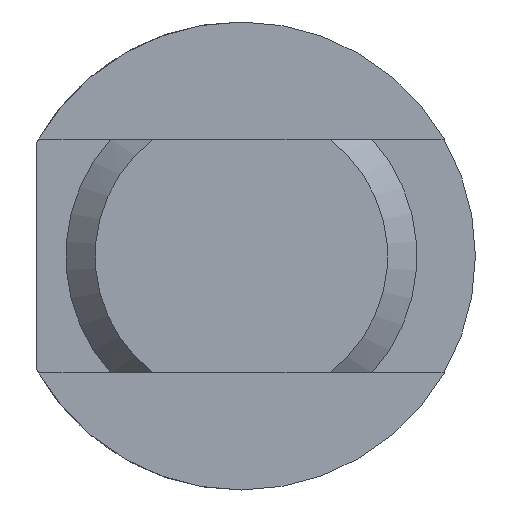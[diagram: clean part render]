
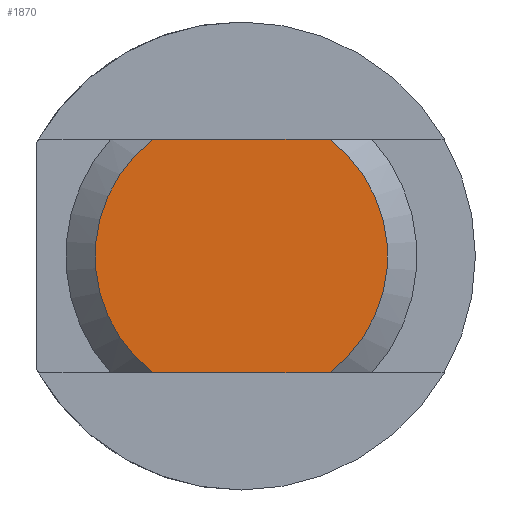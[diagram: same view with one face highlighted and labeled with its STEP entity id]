
A CAD part, left-side view. The second image highlights one B-rep face of the part: STEP entity #1870.
In plain terms, the highlighted planar face has unit normal (-1, 0, 0).
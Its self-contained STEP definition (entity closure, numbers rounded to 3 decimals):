
#106 = EDGE_CURVE ( 'NONE', #548, #566, #3278, .T. ) ;
#258 = EDGE_CURVE ( 'NONE', #548, #542, #2467, .T. ) ;
#259 = EDGE_CURVE ( 'NONE', #556, #542, #2466, .T. ) ;
#260 = EDGE_CURVE ( 'NONE', #556, #566, #2469, .T. ) ;
#366 = AXIS2_PLACEMENT_3D ( 'NONE', #1058, #1069, #1070 ) ;
#368 = AXIS2_PLACEMENT_3D ( 'NONE', #1071, #1074, #1075 ) ;
#488 = AXIS2_PLACEMENT_3D ( 'NONE', #1608, #1611, #1612 ) ;
#542 = VERTEX_POINT ( 'NONE', #1106 ) ;
#548 = VERTEX_POINT ( 'NONE', #1112 ) ;
#556 = VERTEX_POINT ( 'NONE', #1120 ) ;
#566 = VERTEX_POINT ( 'NONE', #1129 ) ;
#1058 = CARTESIAN_POINT ( 'NONE',  ( 0., 0., 0. ) ) ;
#1061 = CARTESIAN_POINT ( 'NONE',  ( 0., 6.928, -4. ) ) ;
#1069 = DIRECTION ( 'NONE',  ( -1., 0., 0. ) ) ;
#1070 = DIRECTION ( 'NONE',  ( 0., 0., -1. ) ) ;
#1071 = CARTESIAN_POINT ( 'NONE',  ( 0., 0., 0. ) ) ;
#1072 = DIRECTION ( 'NONE',  ( 0., 1., 0. ) ) ;
#1074 = DIRECTION ( 'NONE',  ( -1., 0., 0. ) ) ;
#1075 = DIRECTION ( 'NONE',  ( 0., 0., -1. ) ) ;
#1106 = CARTESIAN_POINT ( 'NONE',  ( 0., 3., -4. ) ) ;
#1112 = CARTESIAN_POINT ( 'NONE',  ( 0., 3., 4. ) ) ;
#1120 = CARTESIAN_POINT ( 'NONE',  ( 0., -3., -4. ) ) ;
#1129 = CARTESIAN_POINT ( 'NONE',  ( 0., -3., 4. ) ) ;
#1608 = CARTESIAN_POINT ( 'NONE',  ( 0., 0., 0. ) ) ;
#1609 = PLANE ( 'NONE',  #488 ) ;
#1611 = DIRECTION ( 'NONE',  ( 1., 0., 0. ) ) ;
#1612 = DIRECTION ( 'NONE',  ( 0., 0., -1. ) ) ;
#1870 = ADVANCED_FACE ( 'NONE', ( #2706 ), #1609, .F. ) ;
#2157 = EDGE_LOOP ( 'NONE', ( #2362, #2361, #2360, #2359 ) ) ;
#2359 = ORIENTED_EDGE ( 'NONE', *, *, #258, .T. ) ;
#2360 = ORIENTED_EDGE ( 'NONE', *, *, #106, .F. ) ;
#2361 = ORIENTED_EDGE ( 'NONE', *, *, #260, .T. ) ;
#2362 = ORIENTED_EDGE ( 'NONE', *, *, #259, .F. ) ;
#2455 = VECTOR ( 'NONE', #1072, 1000. ) ;
#2466 = LINE ( 'NONE', #1061, #2455 ) ;
#2467 = CIRCLE ( 'NONE', #366, 5. ) ;
#2469 = CIRCLE ( 'NONE', #368, 5. ) ;
#2706 = FACE_OUTER_BOUND ( 'NONE', #2157, .T. ) ;
#2982 = CARTESIAN_POINT ( 'NONE',  ( 0., 6.928, 4. ) ) ;
#3015 = DIRECTION ( 'NONE',  ( 0., -1., 0. ) ) ;
#3278 = LINE ( 'NONE', #2982, #3288 ) ;
#3288 = VECTOR ( 'NONE', #3015, 1000. ) ;
